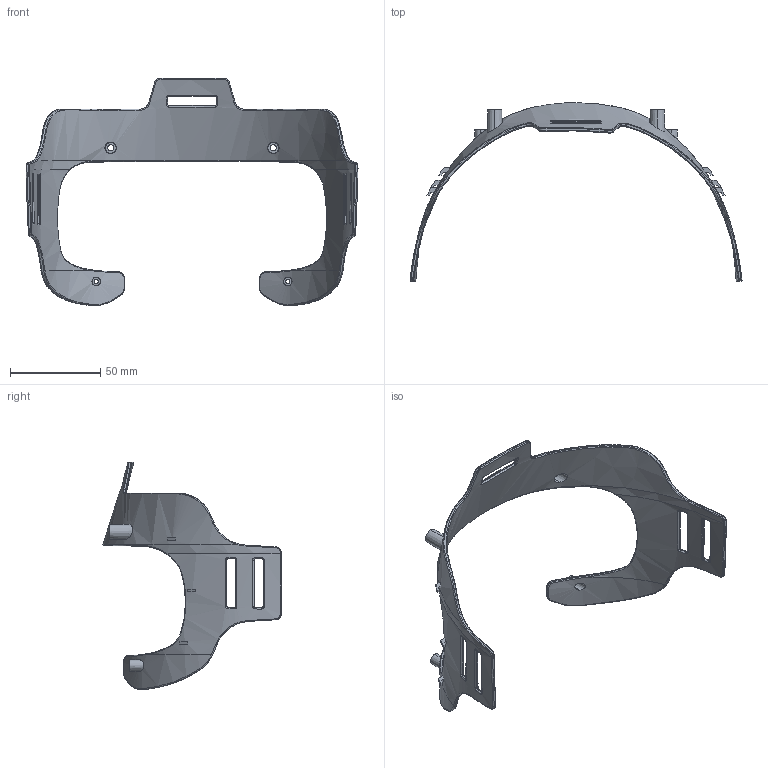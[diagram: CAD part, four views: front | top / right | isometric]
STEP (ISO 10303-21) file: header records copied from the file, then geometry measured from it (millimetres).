
FILE_DESCRIPTION (( 'STEP AP203' ), '1' );
FILE_NAME ('Varjo_XR-3_3D REV_2.STEP', '2024-08-14T19:27:37', ( '' ), ( '' ), 'SwSTEP 2.0', 'SolidWorks 2020', '' );
FILE_SCHEMA (( 'CONFIG_CONTROL_DESIGN' ));
Length unit declared in the file: millimetre
Products named in the file (1): Varjo_XR-3_3D REV_2
Bounding box: 183.82 x 98.7 x 125.88 mm (x, y, z)
Volume: 29055.7 mm3; surface area: 32515.6 mm2
Topology: 1 solids, 1 shells, 405 faces, 969 edges, 580 vertices
Faces by surface type: bspline 225, plane 88, cylinder 76, cone 16
Entity records: 21164 total; most frequent: CARTESIAN_POINT 13483, ORIENTED_EDGE 1938, DIRECTION 1041, EDGE_CURVE 969, VERTEX_POINT 580, B_SPLINE_CURVE_WITH_KNOTS 513, EDGE_LOOP 437, AXIS2_PLACEMENT_3D 408
